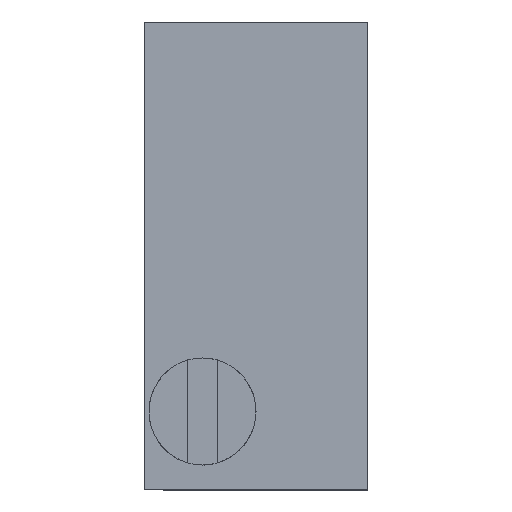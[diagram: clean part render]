
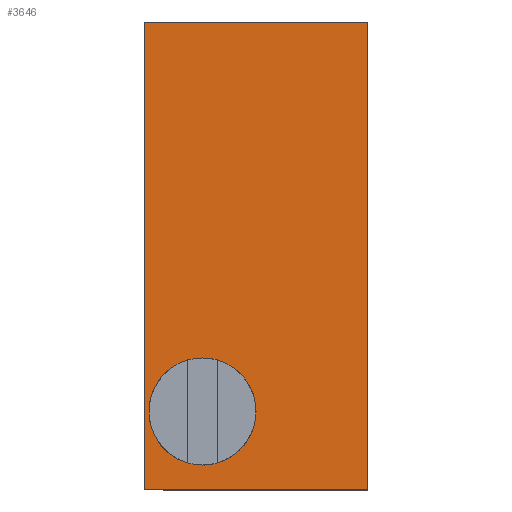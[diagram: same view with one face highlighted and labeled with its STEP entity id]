
A CAD part, top view. The second image highlights one B-rep face of the part: STEP entity #3646.
In plain terms, the highlighted planar face has unit normal (0, 0, 1).
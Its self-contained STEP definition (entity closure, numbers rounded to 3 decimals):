
#51=CIRCLE('',#3810,1.1);
#423=ORIENTED_EDGE('',*,*,#1207,.F.);
#424=ORIENTED_EDGE('',*,*,#1208,.F.);
#425=ORIENTED_EDGE('',*,*,#1203,.F.);
#426=ORIENTED_EDGE('',*,*,#1209,.T.);
#427=ORIENTED_EDGE('',*,*,#1084,.T.);
#1084=EDGE_CURVE('',#1479,#1477,#1743,.T.);
#1203=EDGE_CURVE('',#1594,#1595,#1759,.T.);
#1207=EDGE_CURVE('',#1597,#1597,#51,.T.);
#1208=EDGE_CURVE('',#1595,#1477,#1763,.T.);
#1209=EDGE_CURVE('',#1594,#1479,#1764,.T.);
#1477=VERTEX_POINT('',#4395);
#1479=VERTEX_POINT('',#4398);
#1594=VERTEX_POINT('',#5122);
#1595=VERTEX_POINT('',#5124);
#1597=VERTEX_POINT('',#5131);
#1743=LINE('',#4397,#1896);
#1759=LINE('',#5123,#1912);
#1763=LINE('',#5132,#1916);
#1764=LINE('',#5133,#1917);
#1896=VECTOR('',#3955,1000.);
#1912=VECTOR('',#3981,1000.);
#1916=VECTOR('',#3989,1000.);
#1917=VECTOR('',#3990,1000.);
#2064=EDGE_LOOP('',(#423));
#2065=EDGE_LOOP('',(#424,#425,#426,#427));
#2247=FACE_BOUND('',#2064,.T.);
#2248=FACE_BOUND('',#2065,.T.);
#2416=PLANE('',#3809);
#3646=ADVANCED_FACE('',(#2247,#2248),#2416,.T.);
#3809=AXIS2_PLACEMENT_3D('',#5129,#3985,#3986);
#3810=AXIS2_PLACEMENT_3D('',#5130,#3987,#3988);
#3955=DIRECTION('',(0.,-1.,0.));
#3981=DIRECTION('',(0.,-1.,0.));
#3985=DIRECTION('',(0.,0.,1.));
#3986=DIRECTION('',(1.,0.,0.));
#3987=DIRECTION('',(0.,0.,1.));
#3988=DIRECTION('',(1.,0.,0.));
#3989=DIRECTION('',(-1.,0.,0.));
#3990=DIRECTION('',(-1.,0.,0.));
#4395=CARTESIAN_POINT('',(-2.3,0.,4.85));
#4397=CARTESIAN_POINT('',(-2.3,9.6,4.85));
#4398=CARTESIAN_POINT('',(-2.3,9.6,4.85));
#5122=CARTESIAN_POINT('',(2.3,9.6,4.85));
#5123=CARTESIAN_POINT('',(2.3,9.6,4.85));
#5124=CARTESIAN_POINT('',(2.3,0.,4.85));
#5129=CARTESIAN_POINT('',(2.3,9.6,4.85));
#5130=CARTESIAN_POINT('',(-1.1,1.595,4.85));
#5131=CARTESIAN_POINT('',(0.,1.595,4.85));
#5132=CARTESIAN_POINT('',(2.3,0.,4.85));
#5133=CARTESIAN_POINT('',(2.3,9.6,4.85));
